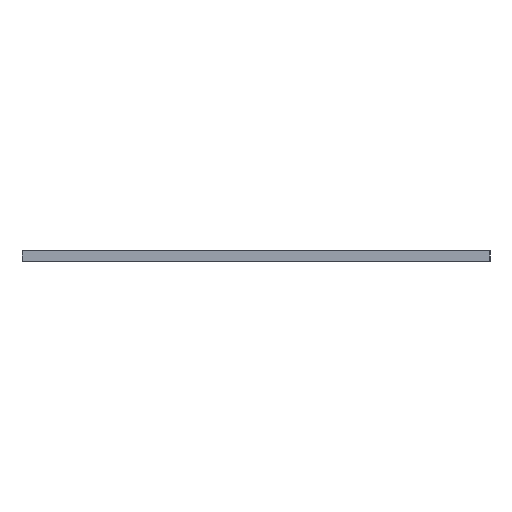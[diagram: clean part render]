
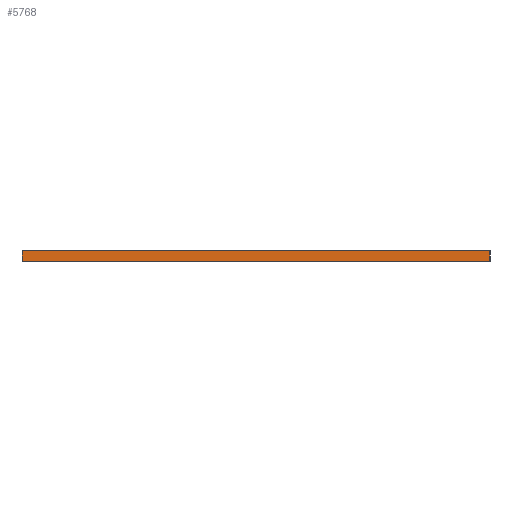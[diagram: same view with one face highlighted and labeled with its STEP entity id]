
A CAD part, left-side view. The second image highlights one B-rep face of the part: STEP entity #5768.
In plain terms, the highlighted planar face has unit normal (-1, 0, 0).
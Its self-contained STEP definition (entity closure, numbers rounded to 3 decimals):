
#2832=CARTESIAN_POINT('',(-3.8,-94.107,4.5));
#2833=VERTEX_POINT('',#2832);
#2842=CARTESIAN_POINT('',(-3.8,3.793,4.5));
#2843=VERTEX_POINT('',#2842);
#2844=CARTESIAN_POINT('',(-3.8,3.793,4.5));
#2845=DIRECTION('',(0.,-1.,0.));
#2846=VECTOR('',#2845,97.9);
#2847=LINE('',#2844,#2846);
#2848=EDGE_CURVE('',#2843,#2833,#2847,.T.);
#5688=CARTESIAN_POINT('',(-3.8,3.793,6.7));
#5689=VERTEX_POINT('',#5688);
#5696=CARTESIAN_POINT('',(-3.8,-94.107,6.7));
#5697=VERTEX_POINT('',#5696);
#5698=CARTESIAN_POINT('',(-3.8,-94.107,6.7));
#5699=DIRECTION('',(-0.,1.,0.));
#5700=VECTOR('',#5699,97.9);
#5701=LINE('',#5698,#5700);
#5702=EDGE_CURVE('',#5697,#5689,#5701,.T.);
#5747=CARTESIAN_POINT('',(-3.8,-45.307,30.));
#5748=DIRECTION('',(1.,0.,0.));
#5749=DIRECTION('',(-0.,1.,0.));
#5750=AXIS2_PLACEMENT_3D('',#5747,#5748,#5749);
#5751=PLANE('',#5750);
#5752=CARTESIAN_POINT('',(-3.8,-94.107,6.7));
#5753=DIRECTION('',(0.,0.,-1.));
#5754=VECTOR('',#5753,2.2);
#5755=LINE('',#5752,#5754);
#5756=EDGE_CURVE('',#5697,#2833,#5755,.T.);
#5757=ORIENTED_EDGE('',*,*,#5756,.F.);
#5758=ORIENTED_EDGE('',*,*,#5702,.T.);
#5759=CARTESIAN_POINT('',(-3.8,3.793,6.7));
#5760=DIRECTION('',(0.,0.,-1.));
#5761=VECTOR('',#5760,2.2);
#5762=LINE('',#5759,#5761);
#5763=EDGE_CURVE('',#5689,#2843,#5762,.T.);
#5764=ORIENTED_EDGE('',*,*,#5763,.T.);
#5765=ORIENTED_EDGE('',*,*,#2848,.T.);
#5766=EDGE_LOOP('',(#5757,#5758,#5764,#5765));
#5767=FACE_BOUND('',#5766,.T.);
#5768=ADVANCED_FACE('',(#5767),#5751,.F.);
